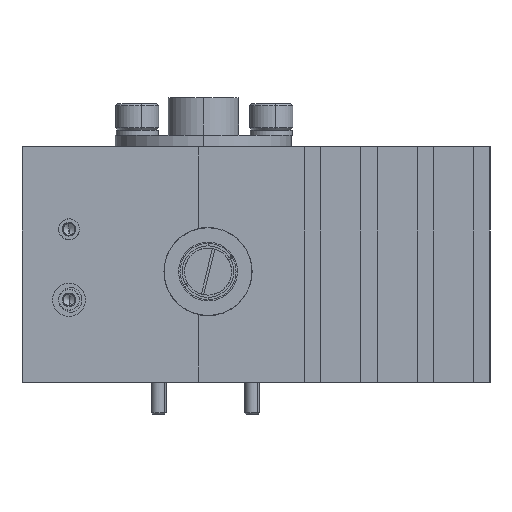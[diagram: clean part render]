
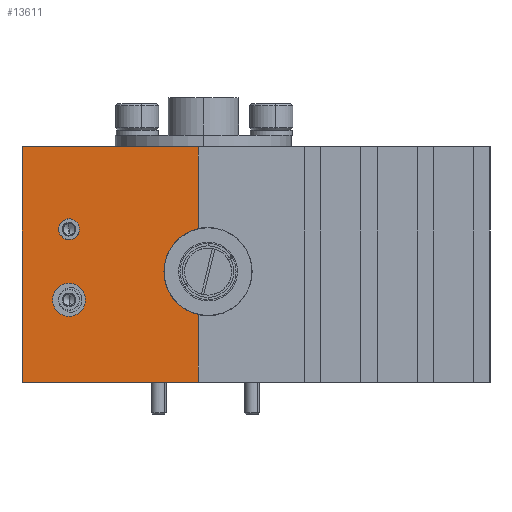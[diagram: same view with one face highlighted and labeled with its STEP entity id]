
A CAD part, left-side view. The second image highlights one B-rep face of the part: STEP entity #13611.
In plain terms, the highlighted planar face has unit normal (-1, 0, 0).
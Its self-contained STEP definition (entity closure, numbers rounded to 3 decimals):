
#124 = EDGE_CURVE ( 'NONE', #7463, #16235, #14955, .T. ) ;
#233 = DIRECTION ( 'NONE',  ( 0., -1., 0. ) ) ;
#292 = DIRECTION ( 'NONE',  ( 0., 0., 1. ) ) ;
#381 = DIRECTION ( 'NONE',  ( -1., 0., 0. ) ) ;
#783 = CARTESIAN_POINT ( 'NONE',  ( -12.7, 19.05, 12.7 ) ) ;
#996 = EDGE_LOOP ( 'NONE', ( #8939, #12404, #5067, #4171, #5690, #6252 ) ) ;
#1010 = DIRECTION ( 'NONE',  ( 0., 0., -1. ) ) ;
#1072 = CARTESIAN_POINT ( 'NONE',  ( -12.7, 19.05, 12.7 ) ) ;
#1138 = DIRECTION ( 'NONE',  ( 1., 0., 0. ) ) ;
#1313 = CARTESIAN_POINT ( 'NONE',  ( -12.7, 0., -12.7 ) ) ;
#1778 = ORIENTED_EDGE ( 'NONE', *, *, #124, .F. ) ;
#1983 = AXIS2_PLACEMENT_3D ( 'NONE', #8422, #381, #8479 ) ;
#2031 = EDGE_CURVE ( 'NONE', #7441, #15405, #14972, .T. ) ;
#2304 = DIRECTION ( 'NONE',  ( 1., 0., 0. ) ) ;
#2310 = CARTESIAN_POINT ( 'NONE',  ( -12.7, 13.97, -2.032 ) ) ;
#2334 = FACE_BOUND ( 'NONE', #14364, .T. ) ;
#2661 = CARTESIAN_POINT ( 'NONE',  ( -12.7, 0., 12.7 ) ) ;
#2767 = EDGE_CURVE ( 'NONE', #15732, #9425, #8245, .T. ) ;
#2958 = VECTOR ( 'NONE', #16608, 1000. ) ;
#3075 = LINE ( 'NONE', #2661, #16525 ) ;
#3542 = ORIENTED_EDGE ( 'NONE', *, *, #13609, .F. ) ;
#3763 = DIRECTION ( 'NONE',  ( -1., 0., 0. ) ) ;
#3831 = DIRECTION ( 'NONE',  ( 0., 0., 1. ) ) ;
#4171 = ORIENTED_EDGE ( 'NONE', *, *, #15644, .F. ) ;
#4186 = AXIS2_PLACEMENT_3D ( 'NONE', #13323, #3763, #5290 ) ;
#4263 = EDGE_CURVE ( 'NONE', #12976, #11813, #5027, .T. ) ;
#4891 = EDGE_CURVE ( 'NONE', #9425, #15405, #6279, .T. ) ;
#5027 = LINE ( 'NONE', #10684, #13224 ) ;
#5061 = CIRCLE ( 'NONE', #7003, 1.778 ) ;
#5067 = ORIENTED_EDGE ( 'NONE', *, *, #4263, .F. ) ;
#5144 = VERTEX_POINT ( 'NONE', #2310 ) ;
#5290 = DIRECTION ( 'NONE',  ( 0., 0., 1. ) ) ;
#5430 = DIRECTION ( 'NONE',  ( 0., 0., 1. ) ) ;
#5690 = ORIENTED_EDGE ( 'NONE', *, *, #2767, .T. ) ;
#6252 = ORIENTED_EDGE ( 'NONE', *, *, #4891, .T. ) ;
#6279 = LINE ( 'NONE', #15138, #8800 ) ;
#6564 = ORIENTED_EDGE ( 'NONE', *, *, #15598, .T. ) ;
#7003 = AXIS2_PLACEMENT_3D ( 'NONE', #12349, #7166, #12465 ) ;
#7120 = CARTESIAN_POINT ( 'NONE',  ( -12.7, 0., 12.7 ) ) ;
#7166 = DIRECTION ( 'NONE',  ( 1., 0., 0. ) ) ;
#7441 = VERTEX_POINT ( 'NONE', #11637 ) ;
#7463 = VERTEX_POINT ( 'NONE', #16731 ) ;
#8245 = LINE ( 'NONE', #16051, #13683 ) ;
#8422 = CARTESIAN_POINT ( 'NONE',  ( -12.7, 13.97, 3.81 ) ) ;
#8479 = DIRECTION ( 'NONE',  ( 0., 0., 1. ) ) ;
#8732 = CARTESIAN_POINT ( 'NONE',  ( -12.7, 13.97, 4.94 ) ) ;
#8800 = VECTOR ( 'NONE', #292, 1000. ) ;
#8836 = CIRCLE ( 'NONE', #10849, 1.778 ) ;
#8939 = ORIENTED_EDGE ( 'NONE', *, *, #2031, .F. ) ;
#9012 = AXIS2_PLACEMENT_3D ( 'NONE', #1072, #1138, #1010 ) ;
#9425 = VERTEX_POINT ( 'NONE', #1313 ) ;
#10478 = EDGE_CURVE ( 'NONE', #7441, #11813, #3075, .T. ) ;
#10684 = CARTESIAN_POINT ( 'NONE',  ( -12.7, 19.05, 12.7 ) ) ;
#10849 = AXIS2_PLACEMENT_3D ( 'NONE', #15714, #2304, #13063 ) ;
#11464 = AXIS2_PLACEMENT_3D ( 'NONE', #15694, #17022, #3831 ) ;
#11518 = CARTESIAN_POINT ( 'NONE',  ( -12.7, 19.05, -12.7 ) ) ;
#11637 = CARTESIAN_POINT ( 'NONE',  ( -12.7, 0., 3.885 ) ) ;
#11813 = VERTEX_POINT ( 'NONE', #7120 ) ;
#11856 = EDGE_LOOP ( 'NONE', ( #6564, #17349 ) ) ;
#12001 = PLANE ( 'NONE',  #9012 ) ;
#12349 = CARTESIAN_POINT ( 'NONE',  ( -12.7, 13.97, -3.81 ) ) ;
#12404 = ORIENTED_EDGE ( 'NONE', *, *, #10478, .T. ) ;
#12435 = LINE ( 'NONE', #15146, #2958 ) ;
#12445 = CIRCLE ( 'NONE', #4186, 1.13 ) ;
#12465 = DIRECTION ( 'NONE',  ( 0., 0., -1. ) ) ;
#12698 = CARTESIAN_POINT ( 'NONE',  ( -12.7, 13.97, -5.588 ) ) ;
#12976 = VERTEX_POINT ( 'NONE', #783 ) ;
#13063 = DIRECTION ( 'NONE',  ( 0., 0., -1. ) ) ;
#13224 = VECTOR ( 'NONE', #233, 1000. ) ;
#13275 = DIRECTION ( 'NONE',  ( 0., -1., 0. ) ) ;
#13323 = CARTESIAN_POINT ( 'NONE',  ( -12.7, 13.97, 3.81 ) ) ;
#13488 = VERTEX_POINT ( 'NONE', #12698 ) ;
#13609 = EDGE_CURVE ( 'NONE', #16235, #7463, #12445, .T. ) ;
#13611 = ADVANCED_FACE ( 'NONE', ( #2334, #16225, #17255 ), #12001, .F. ) ;
#13683 = VECTOR ( 'NONE', #13275, 1000. ) ;
#14364 = EDGE_LOOP ( 'NONE', ( #3542, #1778 ) ) ;
#14955 = CIRCLE ( 'NONE', #1983, 1.13 ) ;
#14972 = CIRCLE ( 'NONE', #11464, 4.762 ) ;
#15138 = CARTESIAN_POINT ( 'NONE',  ( -12.7, 0., 12.7 ) ) ;
#15146 = CARTESIAN_POINT ( 'NONE',  ( -12.7, 19.05, 12.7 ) ) ;
#15405 = VERTEX_POINT ( 'NONE', #16541 ) ;
#15598 = EDGE_CURVE ( 'NONE', #5144, #13488, #5061, .T. ) ;
#15644 = EDGE_CURVE ( 'NONE', #15732, #12976, #12435, .T. ) ;
#15694 = CARTESIAN_POINT ( 'NONE',  ( -12.7, -1.041, -0.762 ) ) ;
#15714 = CARTESIAN_POINT ( 'NONE',  ( -12.7, 13.97, -3.81 ) ) ;
#15732 = VERTEX_POINT ( 'NONE', #11518 ) ;
#16051 = CARTESIAN_POINT ( 'NONE',  ( -12.7, 19.05, -12.7 ) ) ;
#16225 = FACE_BOUND ( 'NONE', #11856, .T. ) ;
#16235 = VERTEX_POINT ( 'NONE', #8732 ) ;
#16384 = EDGE_CURVE ( 'NONE', #13488, #5144, #8836, .T. ) ;
#16525 = VECTOR ( 'NONE', #5430, 1000. ) ;
#16541 = CARTESIAN_POINT ( 'NONE',  ( -12.7, 0., -5.409 ) ) ;
#16608 = DIRECTION ( 'NONE',  ( 0., 0., 1. ) ) ;
#16731 = CARTESIAN_POINT ( 'NONE',  ( -12.7, 13.97, 2.68 ) ) ;
#17022 = DIRECTION ( 'NONE',  ( -1., 0., 0. ) ) ;
#17255 = FACE_OUTER_BOUND ( 'NONE', #996, .T. ) ;
#17349 = ORIENTED_EDGE ( 'NONE', *, *, #16384, .T. ) ;
